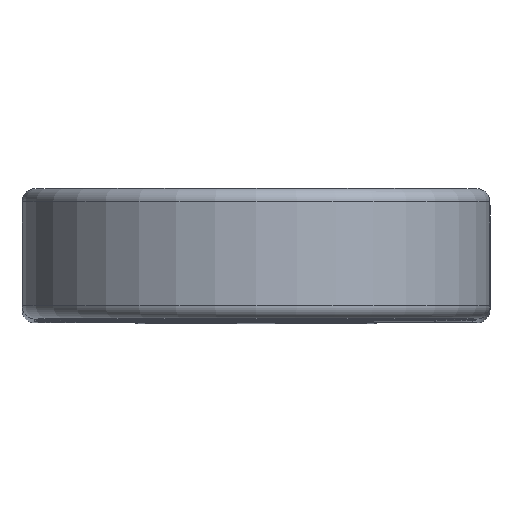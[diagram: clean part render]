
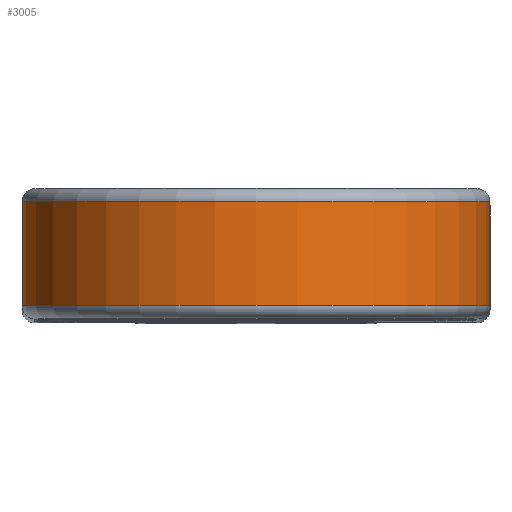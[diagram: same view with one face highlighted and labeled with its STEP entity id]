
A CAD part, top view. The second image highlights one B-rep face of the part: STEP entity #3005.
In plain terms, the highlighted cylindrical face has radius 18 mm (diameter 36 mm), a partial arc.
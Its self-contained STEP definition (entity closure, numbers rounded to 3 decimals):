
#245=LINE('',#4754,#479);
#356=LINE('',#5268,#590);
#479=VECTOR('',#3653,10.);
#590=VECTOR('',#4044,10.);
#690=CYLINDRICAL_SURFACE('',#3306,18.);
#813=FACE_OUTER_BOUND('',#1000,.T.);
#1000=EDGE_LOOP('',(#2484,#2485,#2486,#2487));
#1167=CIRCLE('',#3233,18.);
#1170=CIRCLE('',#3237,18.);
#1267=VERTEX_POINT('',#4488);
#1347=VERTEX_POINT('',#4752);
#1419=VERTEX_POINT('',#5037);
#1420=VERTEX_POINT('',#5041);
#1636=EDGE_CURVE('',#1267,#1347,#245,.T.);
#1737=EDGE_CURVE('',#1267,#1419,#1167,.T.);
#1740=EDGE_CURVE('',#1420,#1347,#1170,.T.);
#1832=EDGE_CURVE('',#1420,#1419,#356,.T.);
#2484=ORIENTED_EDGE('',*,*,#1737,.F.);
#2485=ORIENTED_EDGE('',*,*,#1636,.T.);
#2486=ORIENTED_EDGE('',*,*,#1740,.F.);
#2487=ORIENTED_EDGE('',*,*,#1832,.T.);
#3005=ADVANCED_FACE('',(#813),#690,.T.);
#3233=AXIS2_PLACEMENT_3D('',#5038,#3831,#3832);
#3237=AXIS2_PLACEMENT_3D('',#5043,#3839,#3840);
#3306=AXIS2_PLACEMENT_3D('',#5267,#4042,#4043);
#3653=DIRECTION('',(0.,1.,0.));
#3831=DIRECTION('center_axis',(0.,-1.,0.));
#3832=DIRECTION('ref_axis',(0.,0.,1.));
#3839=DIRECTION('center_axis',(0.,1.,0.));
#3840=DIRECTION('ref_axis',(0.,0.,1.));
#4042=DIRECTION('center_axis',(0.,1.,0.));
#4043=DIRECTION('ref_axis',(0.707,0.,0.707));
#4044=DIRECTION('',(0.,-1.,0.));
#4488=CARTESIAN_POINT('',(18.,1.,0.));
#4752=CARTESIAN_POINT('',(18.,9.,0.));
#4754=CARTESIAN_POINT('',(18.,0.,0.));
#5037=CARTESIAN_POINT('',(-18.,1.,0.));
#5038=CARTESIAN_POINT('Origin',(0.,1.,0.));
#5041=CARTESIAN_POINT('',(-18.,9.,0.));
#5043=CARTESIAN_POINT('Origin',(0.,9.,0.));
#5267=CARTESIAN_POINT('Origin',(0.,0.,0.));
#5268=CARTESIAN_POINT('',(-18.,0.,0.));
